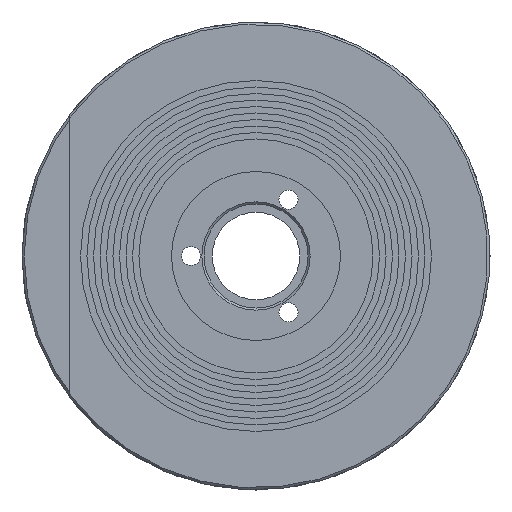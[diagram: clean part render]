
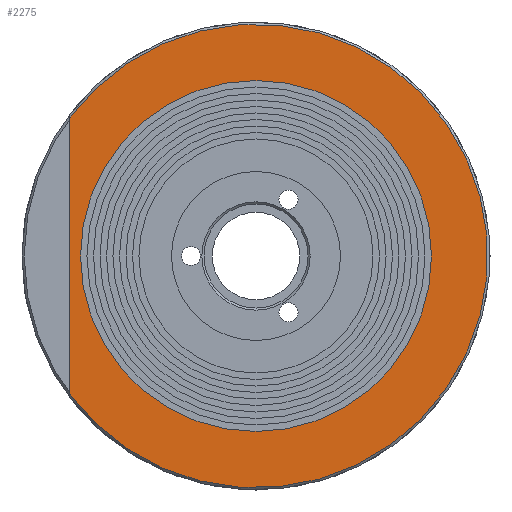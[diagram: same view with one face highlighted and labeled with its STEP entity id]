
A CAD part, front view. The second image highlights one B-rep face of the part: STEP entity #2275.
In plain terms, the highlighted planar face has unit normal (0, -1, 0).
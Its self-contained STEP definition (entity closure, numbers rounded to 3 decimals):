
#199=FACE_BOUND('',#882,.T.);
#200=FACE_BOUND('',#883,.T.);
#323=LINE('',#4229,#405);
#405=VECTOR('',#3322,63.663);
#882=EDGE_LOOP('',(#2045));
#883=EDGE_LOOP('',(#2046,#2047));
#982=CIRCLE('',#2454,40.5);
#1052=CIRCLE('',#2600,53.5);
#1172=VERTEX_POINT('',#3929);
#1265=VERTEX_POINT('',#4224);
#1266=VERTEX_POINT('',#4228);
#1403=EDGE_CURVE('',#1172,#1172,#982,.T.);
#1527=EDGE_CURVE('',#1266,#1265,#323,.T.);
#1529=EDGE_CURVE('',#1266,#1265,#1052,.T.);
#2045=ORIENTED_EDGE('',*,*,#1403,.T.);
#2046=ORIENTED_EDGE('',*,*,#1529,.F.);
#2047=ORIENTED_EDGE('',*,*,#1527,.T.);
#2121=PLANE('',#2601);
#2275=ADVANCED_FACE('',(#199,#200),#2121,.T.);
#2454=AXIS2_PLACEMENT_3D('',#3930,#2981,#2982);
#2600=AXIS2_PLACEMENT_3D('',#4234,#3325,#3326);
#2601=AXIS2_PLACEMENT_3D('',#4235,#3327,#3328);
#2981=DIRECTION('center_axis',(0.,1.,0.));
#2982=DIRECTION('ref_axis',(0.,0.,1.));
#3322=DIRECTION('',(0.,0.,-1.));
#3325=DIRECTION('center_axis',(0.,1.,0.));
#3326=DIRECTION('ref_axis',(1.,0.,0.));
#3327=DIRECTION('center_axis',(0.,-1.,0.));
#3328=DIRECTION('ref_axis',(0.,0.,-1.));
#3929=CARTESIAN_POINT('',(0.,0.,40.5));
#3930=CARTESIAN_POINT('Origin',(0.,0.,0.));
#4224=CARTESIAN_POINT('',(-43.,0.,-31.832));
#4228=CARTESIAN_POINT('',(-43.,0.,31.832));
#4229=CARTESIAN_POINT('',(-43.,0.,16.332));
#4234=CARTESIAN_POINT('Origin',(0.,0.,0.));
#4235=CARTESIAN_POINT('Origin',(-54.,0.,0.));
